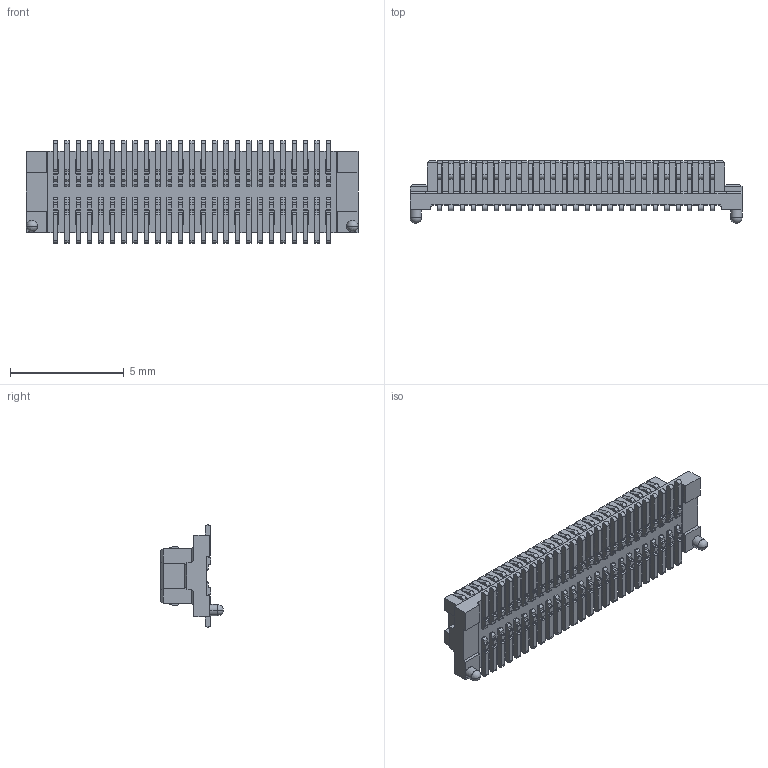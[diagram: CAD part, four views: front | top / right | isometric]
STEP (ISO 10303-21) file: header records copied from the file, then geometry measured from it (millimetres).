
FILE_DESCRIPTION((''),'2;1');
FILE_NAME('FBB05008-M20-H22','2022-09-01T',('工程三'),(''),'PRO/ENGINEER BY PARAMETRIC TECHNOLOGY CORPORATION, 2010280','PRO/ENGINEER BY PARAMETRIC TECHNOLOGY CORPORATION, 2010280','');
FILE_SCHEMA(('CONFIG_CONTROL_DESIGN'));
Length unit declared in the file: millimetre
Products named in the file (1): FBB05008-M20-H22
Bounding box: 14.6 x 2.75 x 4.5 mm (x, y, z)
Volume: 72.6 mm3; surface area: 418.2 mm2
Topology: 1 solids, 1 shells, 1778 faces, 5602 edges, 3622 vertices
Faces by surface type: plane 1320, cylinder 454, sphere 4
Entity records: 61612 total; most frequent: ORIENTED_EDGE 11196, CARTESIAN_POINT 10998, DIRECTION 10066, EDGE_CURVE 5598, VECTOR 4686, LINE 4686, VERTEX_POINT 3622, AXIS2_PLACEMENT_3D 2690
